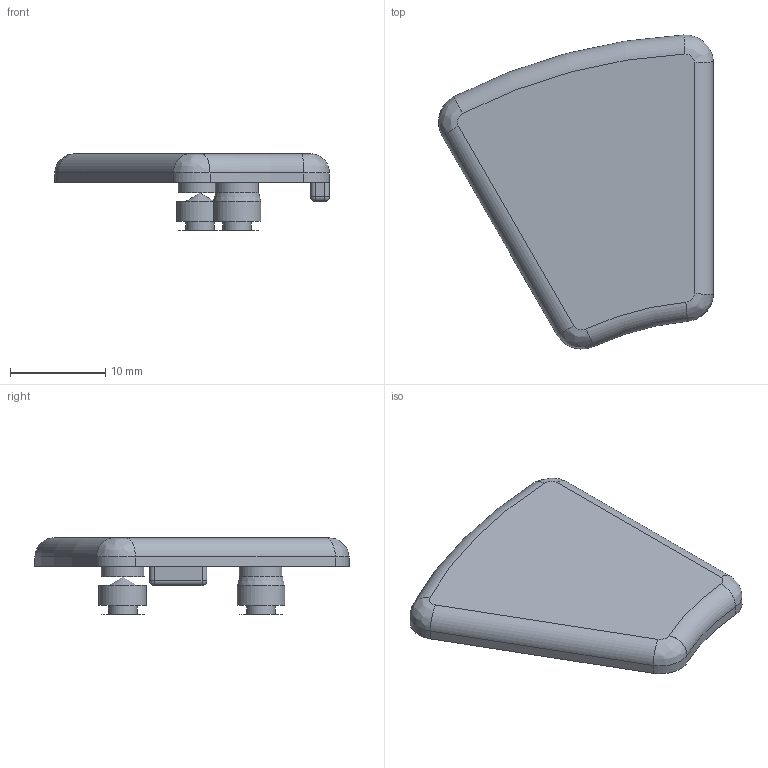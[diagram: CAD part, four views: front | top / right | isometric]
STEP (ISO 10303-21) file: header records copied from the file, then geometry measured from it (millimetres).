
FILE_DESCRIPTION(/* description */ ('STEP AP214'),/* implementation_level */ '2;1');
FILE_NAME(/* name */ '223030R.stp',/* time_stamp */ '2020-01-07T15:42:59+01:00',/* author */ ('item Industrietechnik GmbH'),/* organization */ ('Alutec K&K'),/* preprocessor_version */ 'ST-DEVELOPER v17',/* originating_system */ 'Autodesk Inventor 2018',/* authorisation */ 'unknown authorization');
FILE_SCHEMA (('AUTOMOTIVE_DESIGN { 1 0 10303 214 3 1 1 }'));
Length unit declared in the file: millimetre
Products named in the file (1): 223030R
Bounding box: 28.86 x 32.95 x 8 mm (x, y, z)
Volume: 2171 mm3; surface area: 1854.1 mm2
Topology: 1 solids, 1 shells, 49 faces, 122 edges, 77 vertices
Faces by surface type: cylinder 22, plane 11, cone 6, sphere 4, bspline 4, torus 2
Full cylindrical faces by diameter (mm): 3 x2, 4.546 x2, 5 x2
Entity records: 1673 total; most frequent: CARTESIAN_POINT 429, DIRECTION 275, ORIENTED_EDGE 240, EDGE_CURVE 120, AXIS2_PLACEMENT_3D 113, VERTEX_POINT 77, CIRCLE 65, EDGE_LOOP 53
